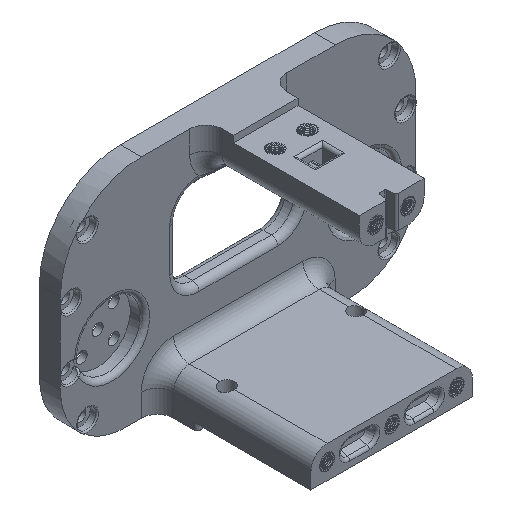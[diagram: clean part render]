
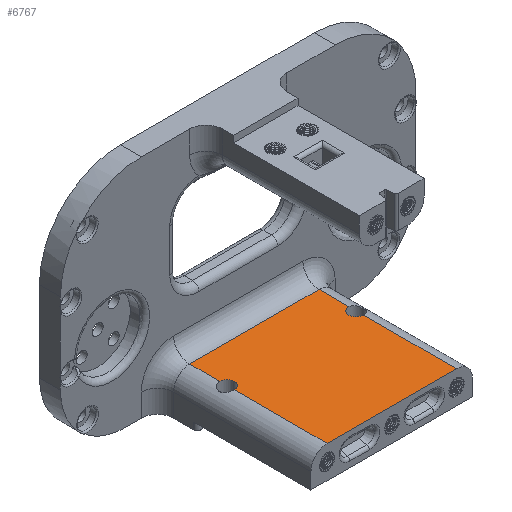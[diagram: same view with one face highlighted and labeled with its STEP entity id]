
A CAD part, isometric view. The second image highlights one B-rep face of the part: STEP entity #6767.
In plain terms, the highlighted planar face has unit normal (0, 0, 1).
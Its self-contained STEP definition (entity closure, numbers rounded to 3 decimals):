
#311=PLANE('',#7425);
#945=FACE_OUTER_BOUND('',#1379,.T.);
#1379=EDGE_LOOP('',(#6290,#6291,#6292,#6293,#6294,#6295,#6296,#6297,#6298));
#1877=CIRCLE('',#7410,2.25);
#1879=CIRCLE('',#7412,2.25);
#1880=CIRCLE('',#7414,2.25);
#2183=LINE('',#15354,#2585);
#2278=LINE('',#16195,#2680);
#2279=LINE('',#16196,#2681);
#2281=LINE('',#16200,#2683);
#2282=LINE('',#16201,#2684);
#2283=LINE('',#16202,#2685);
#2585=VECTOR('',#8575,10.);
#2680=VECTOR('',#9090,10.);
#2681=VECTOR('',#9091,10.);
#2683=VECTOR('',#9095,10.);
#2684=VECTOR('',#9096,10.);
#2685=VECTOR('',#9097,10.);
#3221=VERTEX_POINT('',#15351);
#3222=VERTEX_POINT('',#15353);
#3334=VERTEX_POINT('',#16118);
#3335=VERTEX_POINT('',#16119);
#3336=VERTEX_POINT('',#16139);
#3338=VERTEX_POINT('',#16146);
#3340=VERTEX_POINT('',#16158);
#3349=VERTEX_POINT('',#16192);
#3351=VERTEX_POINT('',#16199);
#4119=EDGE_CURVE('',#3222,#3221,#2183,.T.);
#4322=EDGE_CURVE('',#3336,#3334,#1877,.T.);
#4325=EDGE_CURVE('',#3335,#3336,#1879,.T.);
#4327=EDGE_CURVE('',#3340,#3338,#1880,.T.);
#4341=EDGE_CURVE('',#3349,#3334,#2278,.T.);
#4342=EDGE_CURVE('',#3335,#3221,#2279,.T.);
#4344=EDGE_CURVE('',#3351,#3349,#2281,.T.);
#4345=EDGE_CURVE('',#3351,#3340,#2282,.T.);
#4346=EDGE_CURVE('',#3338,#3222,#2283,.T.);
#6290=ORIENTED_EDGE('',*,*,#4344,.F.);
#6291=ORIENTED_EDGE('',*,*,#4345,.T.);
#6292=ORIENTED_EDGE('',*,*,#4327,.T.);
#6293=ORIENTED_EDGE('',*,*,#4346,.T.);
#6294=ORIENTED_EDGE('',*,*,#4119,.T.);
#6295=ORIENTED_EDGE('',*,*,#4342,.F.);
#6296=ORIENTED_EDGE('',*,*,#4325,.T.);
#6297=ORIENTED_EDGE('',*,*,#4322,.T.);
#6298=ORIENTED_EDGE('',*,*,#4341,.F.);
#6767=ADVANCED_FACE('',(#945),#311,.F.);
#7410=AXIS2_PLACEMENT_3D('',#16140,#9054,#9055);
#7412=AXIS2_PLACEMENT_3D('',#16144,#9059,#9060);
#7414=AXIS2_PLACEMENT_3D('',#16159,#9063,#9064);
#7425=AXIS2_PLACEMENT_3D('',#16198,#9093,#9094);
#8575=DIRECTION('',(1.,0.,0.));
#9054=DIRECTION('center_axis',(0.,0.,
-1.));
#9055=DIRECTION('ref_axis',(1.,0.,0.));
#9059=DIRECTION('center_axis',(0.,0.,
-1.));
#9060=DIRECTION('ref_axis',(1.,0.,0.));
#9063=DIRECTION('center_axis',(0.,0.,
-1.));
#9064=DIRECTION('ref_axis',(1.,0.,0.));
#9090=DIRECTION('',(0.,-1.,0.));
#9091=DIRECTION('',(0.,-1.,0.));
#9093=DIRECTION('center_axis',(0.,0.,
-1.));
#9094=DIRECTION('ref_axis',(1.,0.,0.));
#9095=DIRECTION('',(1.,0.,0.));
#9096=DIRECTION('',(0.,-1.,0.));
#9097=DIRECTION('',(0.,-1.,0.));
#15351=CARTESIAN_POINT('',(136.476,-48.099,446.02));
#15353=CARTESIAN_POINT('',(96.476,-48.099,446.02));
#15354=CARTESIAN_POINT('',(136.476,-48.099,446.02));
#16118=CARTESIAN_POINT('',(136.476,-14.849,446.02));
#16119=CARTESIAN_POINT('',(136.476,-19.349,446.02));
#16139=CARTESIAN_POINT('',(134.226,-17.099,446.02));
#16140=CARTESIAN_POINT('Origin',(136.476,-17.099,446.02));
#16144=CARTESIAN_POINT('Origin',(136.476,-17.099,446.02));
#16146=CARTESIAN_POINT('',(96.476,-19.349,446.02));
#16158=CARTESIAN_POINT('',(96.476,-14.849,446.02));
#16159=CARTESIAN_POINT('Origin',(96.476,-17.099,446.02));
#16192=CARTESIAN_POINT('',(136.476,-5.599,446.02));
#16195=CARTESIAN_POINT('',(136.476,4.401,446.02));
#16196=CARTESIAN_POINT('',(136.476,4.401,446.02));
#16198=CARTESIAN_POINT('Origin',(136.476,-17.099,446.02));
#16199=CARTESIAN_POINT('',(96.476,-5.599,446.02));
#16200=CARTESIAN_POINT('',(126.476,-5.599,446.02));
#16201=CARTESIAN_POINT('',(96.476,4.401,446.02));
#16202=CARTESIAN_POINT('',(96.476,4.401,446.02));
